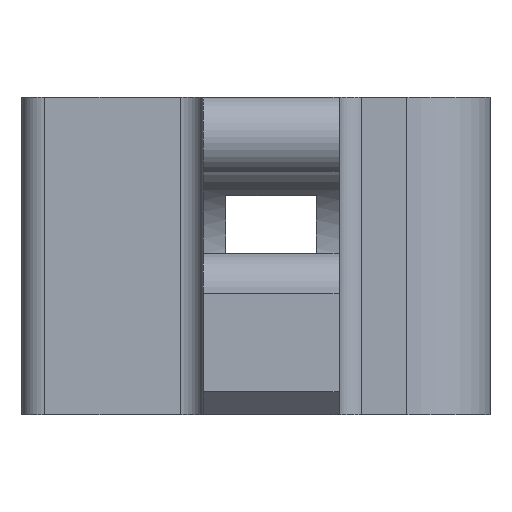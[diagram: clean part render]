
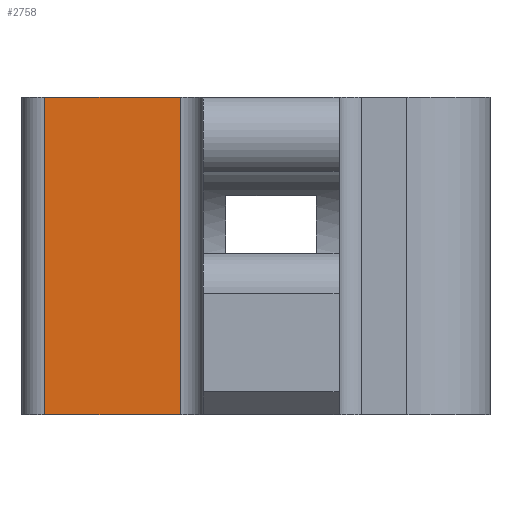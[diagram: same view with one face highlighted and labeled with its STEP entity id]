
A CAD part, left-side view. The second image highlights one B-rep face of the part: STEP entity #2758.
In plain terms, the highlighted planar face has unit normal (-1, 0, 0).
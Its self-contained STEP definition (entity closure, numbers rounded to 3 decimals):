
#79 = PLANE('',#80);
#80 = AXIS2_PLACEMENT_3D('',#81,#82,#83);
#81 = CARTESIAN_POINT('',(-21.446,19.989,0.));
#82 = DIRECTION('',(0.,0.,1.));
#83 = DIRECTION('',(1.,0.,-0.));
#135 = PLANE('',#136);
#136 = AXIS2_PLACEMENT_3D('',#137,#138,#139);
#137 = CARTESIAN_POINT('',(-21.446,19.989,42.));
#138 = DIRECTION('',(0.,0.,1.));
#139 = DIRECTION('',(1.,0.,-0.));
#827 = VERTEX_POINT('',#828);
#828 = CARTESIAN_POINT('',(-18.5,48.,0.));
#847 = CYLINDRICAL_SURFACE('',#848,3.);
#848 = AXIS2_PLACEMENT_3D('',#849,#850,#851);
#849 = CARTESIAN_POINT('',(-15.5,48.,0.));
#850 = DIRECTION('',(0.,0.,1.));
#851 = DIRECTION('',(-1.,0.,0.));
#859 = EDGE_CURVE('',#827,#860,#862,.T.);
#860 = VERTEX_POINT('',#861);
#861 = CARTESIAN_POINT('',(-18.5,30.,0.));
#862 = SURFACE_CURVE('',#863,(#867,#874),.PCURVE_S1.);
#863 = LINE('',#864,#865);
#864 = CARTESIAN_POINT('',(-18.5,51.,0.));
#865 = VECTOR('',#866,1.);
#866 = DIRECTION('',(0.,-1.,0.));
#867 = PCURVE('',#79,#868);
#868 = DEFINITIONAL_REPRESENTATION('',(#869),#873);
#869 = LINE('',#870,#871);
#870 = CARTESIAN_POINT('',(2.946,31.011));
#871 = VECTOR('',#872,1.);
#872 = DIRECTION('',(0.,-1.));
#873 = ( GEOMETRIC_REPRESENTATION_CONTEXT(2) 
PARAMETRIC_REPRESENTATION_CONTEXT() REPRESENTATION_CONTEXT('2D SPACE',''
  ) );
#874 = PCURVE('',#875,#880);
#875 = PLANE('',#876);
#876 = AXIS2_PLACEMENT_3D('',#877,#878,#879);
#877 = CARTESIAN_POINT('',(-18.5,51.,0.));
#878 = DIRECTION('',(1.,0.,0.));
#879 = DIRECTION('',(0.,-1.,0.));
#880 = DEFINITIONAL_REPRESENTATION('',(#881),#885);
#881 = LINE('',#882,#883);
#882 = CARTESIAN_POINT('',(0.,0.));
#883 = VECTOR('',#884,1.);
#884 = DIRECTION('',(1.,0.));
#885 = ( GEOMETRIC_REPRESENTATION_CONTEXT(2) 
PARAMETRIC_REPRESENTATION_CONTEXT() REPRESENTATION_CONTEXT('2D SPACE',''
  ) );
#904 = CYLINDRICAL_SURFACE('',#905,3.);
#905 = AXIS2_PLACEMENT_3D('',#906,#907,#908);
#906 = CARTESIAN_POINT('',(-21.5,30.,0.));
#907 = DIRECTION('',(0.,0.,1.));
#908 = DIRECTION('',(0.,-1.,0.));
#1570 = VERTEX_POINT('',#1571);
#1571 = CARTESIAN_POINT('',(-18.5,48.,42.));
#1597 = EDGE_CURVE('',#1570,#1598,#1600,.T.);
#1598 = VERTEX_POINT('',#1599);
#1599 = CARTESIAN_POINT('',(-18.5,30.,42.));
#1600 = SURFACE_CURVE('',#1601,(#1605,#1612),.PCURVE_S1.);
#1601 = LINE('',#1602,#1603);
#1602 = CARTESIAN_POINT('',(-18.5,51.,42.));
#1603 = VECTOR('',#1604,1.);
#1604 = DIRECTION('',(0.,-1.,0.));
#1605 = PCURVE('',#135,#1606);
#1606 = DEFINITIONAL_REPRESENTATION('',(#1607),#1611);
#1607 = LINE('',#1608,#1609);
#1608 = CARTESIAN_POINT('',(2.946,31.011));
#1609 = VECTOR('',#1610,1.);
#1610 = DIRECTION('',(0.,-1.));
#1611 = ( GEOMETRIC_REPRESENTATION_CONTEXT(2) 
PARAMETRIC_REPRESENTATION_CONTEXT() REPRESENTATION_CONTEXT('2D SPACE',''
  ) );
#1612 = PCURVE('',#875,#1613);
#1613 = DEFINITIONAL_REPRESENTATION('',(#1614),#1618);
#1614 = LINE('',#1615,#1616);
#1615 = CARTESIAN_POINT('',(0.,-42.));
#1616 = VECTOR('',#1617,1.);
#1617 = DIRECTION('',(1.,0.));
#1618 = ( GEOMETRIC_REPRESENTATION_CONTEXT(2) 
PARAMETRIC_REPRESENTATION_CONTEXT() REPRESENTATION_CONTEXT('2D SPACE',''
  ) );
#2736 = EDGE_CURVE('',#860,#1598,#2737,.T.);
#2737 = SURFACE_CURVE('',#2738,(#2742,#2749),.PCURVE_S1.);
#2738 = LINE('',#2739,#2740);
#2739 = CARTESIAN_POINT('',(-18.5,30.,0.));
#2740 = VECTOR('',#2741,1.);
#2741 = DIRECTION('',(0.,0.,1.));
#2742 = PCURVE('',#904,#2743);
#2743 = DEFINITIONAL_REPRESENTATION('',(#2744),#2748);
#2744 = LINE('',#2745,#2746);
#2745 = CARTESIAN_POINT('',(1.571,0.));
#2746 = VECTOR('',#2747,1.);
#2747 = DIRECTION('',(0.,1.));
#2748 = ( GEOMETRIC_REPRESENTATION_CONTEXT(2) 
PARAMETRIC_REPRESENTATION_CONTEXT() REPRESENTATION_CONTEXT('2D SPACE',''
  ) );
#2749 = PCURVE('',#875,#2750);
#2750 = DEFINITIONAL_REPRESENTATION('',(#2751),#2755);
#2751 = LINE('',#2752,#2753);
#2752 = CARTESIAN_POINT('',(21.,0.));
#2753 = VECTOR('',#2754,1.);
#2754 = DIRECTION('',(0.,-1.));
#2755 = ( GEOMETRIC_REPRESENTATION_CONTEXT(2) 
PARAMETRIC_REPRESENTATION_CONTEXT() REPRESENTATION_CONTEXT('2D SPACE',''
  ) );
#2758 = ADVANCED_FACE('',(#2759),#875,.F.);
#2759 = FACE_BOUND('',#2760,.F.);
#2760 = EDGE_LOOP('',(#2761,#2762,#2783,#2784));
#2761 = ORIENTED_EDGE('',*,*,#859,.F.);
#2762 = ORIENTED_EDGE('',*,*,#2763,.T.);
#2763 = EDGE_CURVE('',#827,#1570,#2764,.T.);
#2764 = SURFACE_CURVE('',#2765,(#2769,#2776),.PCURVE_S1.);
#2765 = LINE('',#2766,#2767);
#2766 = CARTESIAN_POINT('',(-18.5,48.,0.));
#2767 = VECTOR('',#2768,1.);
#2768 = DIRECTION('',(0.,0.,1.));
#2769 = PCURVE('',#875,#2770);
#2770 = DEFINITIONAL_REPRESENTATION('',(#2771),#2775);
#2771 = LINE('',#2772,#2773);
#2772 = CARTESIAN_POINT('',(3.,0.));
#2773 = VECTOR('',#2774,1.);
#2774 = DIRECTION('',(0.,-1.));
#2775 = ( GEOMETRIC_REPRESENTATION_CONTEXT(2) 
PARAMETRIC_REPRESENTATION_CONTEXT() REPRESENTATION_CONTEXT('2D SPACE',''
  ) );
#2776 = PCURVE('',#847,#2777);
#2777 = DEFINITIONAL_REPRESENTATION('',(#2778),#2782);
#2778 = LINE('',#2779,#2780);
#2779 = CARTESIAN_POINT('',(6.283,0.));
#2780 = VECTOR('',#2781,1.);
#2781 = DIRECTION('',(-0.,1.));
#2782 = ( GEOMETRIC_REPRESENTATION_CONTEXT(2) 
PARAMETRIC_REPRESENTATION_CONTEXT() REPRESENTATION_CONTEXT('2D SPACE',''
  ) );
#2783 = ORIENTED_EDGE('',*,*,#1597,.T.);
#2784 = ORIENTED_EDGE('',*,*,#2736,.F.);
